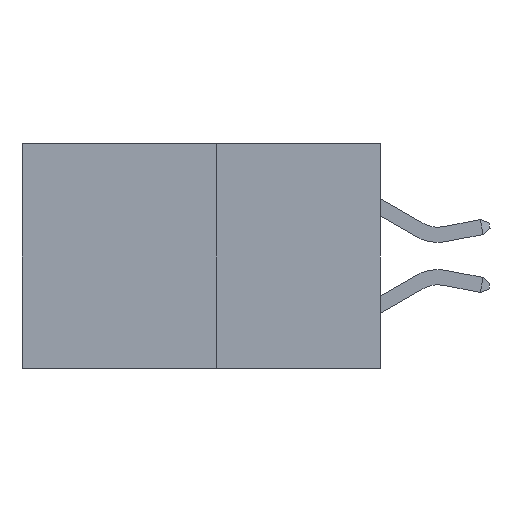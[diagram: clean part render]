
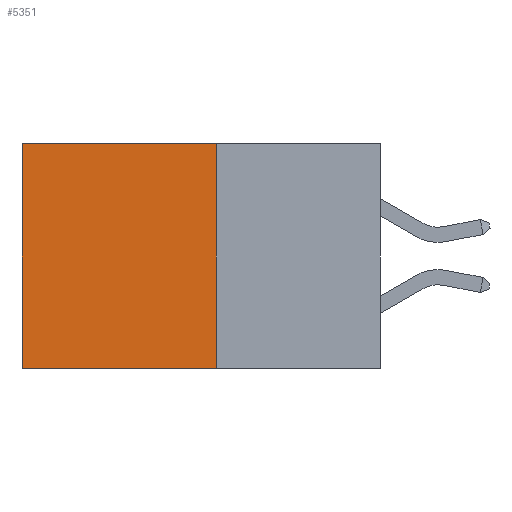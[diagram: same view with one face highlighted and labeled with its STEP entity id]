
A CAD part, left-side view. The second image highlights one B-rep face of the part: STEP entity #5351.
In plain terms, the highlighted planar face has unit normal (-1, 0, 0).
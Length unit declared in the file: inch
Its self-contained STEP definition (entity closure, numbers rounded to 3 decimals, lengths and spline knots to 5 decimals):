
#1940 = VERTEX_POINT ( 'NONE', #5968 ) ;
#2272 = CARTESIAN_POINT ( 'NONE',  ( 0.277, 0.27, -0.37 ) ) ;
#3390 = ORIENTED_EDGE ( 'NONE', *, *, #6169, .T. ) ;
#3940 = ORIENTED_EDGE ( 'NONE', *, *, #6059, .F. ) ;
#4021 = DIRECTION ( 'NONE',  ( 0., 1., 0. ) ) ;
#4312 = CARTESIAN_POINT ( 'NONE',  ( 0.277, 0.59, -0.37 ) ) ;
#4491 = ORIENTED_EDGE ( 'NONE', *, *, #5726, .T. ) ;
#4525 = CARTESIAN_POINT ( 'NONE',  ( 0.277, 0.59, -0.37 ) ) ;
#4574 = VECTOR ( 'NONE', #13979, 39.37008 ) ;
#4671 = VERTEX_POINT ( 'NONE', #13609 ) ;
#5351 = ADVANCED_FACE ( 'NONE', ( #9792 ), #14765, .F. ) ;
#5415 = CARTESIAN_POINT ( 'NONE',  ( 0.277, 0.27, -0.37 ) ) ;
#5726 = EDGE_CURVE ( 'NONE', #10886, #1940, #17123, .T. ) ;
#5968 = CARTESIAN_POINT ( 'NONE',  ( 0.277, 0.59, 0. ) ) ;
#6059 = EDGE_CURVE ( 'NONE', #10886, #4671, #22496, .T. ) ;
#6169 = EDGE_CURVE ( 'NONE', #1940, #21756, #20404, .T. ) ;
#6333 = VECTOR ( 'NONE', #4021, 39.37008 ) ;
#6514 = VECTOR ( 'NONE', #18947, 39.37008 ) ;
#6890 = LINE ( 'NONE', #2272, #6333 ) ;
#9572 = AXIS2_PLACEMENT_3D ( 'NONE', #13951, #14023, #14690 ) ;
#9792 = FACE_OUTER_BOUND ( 'NONE', #13717, .T. ) ;
#9795 = CARTESIAN_POINT ( 'NONE',  ( 0.277, 0.27, 0. ) ) ;
#10173 = DIRECTION ( 'NONE',  ( 0., 1., 0. ) ) ;
#10886 = VERTEX_POINT ( 'NONE', #9795 ) ;
#13609 = CARTESIAN_POINT ( 'NONE',  ( 0.277, 0.27, -0.37 ) ) ;
#13717 = EDGE_LOOP ( 'NONE', ( #3390, #17382, #3940, #4491 ) ) ;
#13951 = CARTESIAN_POINT ( 'NONE',  ( 0.277, 0.27, -0.37 ) ) ;
#13979 = DIRECTION ( 'NONE',  ( 0., 0., -1. ) ) ;
#14023 = DIRECTION ( 'NONE',  ( 1., 0., 0. ) ) ;
#14690 = DIRECTION ( 'NONE',  ( 0., 0., -1. ) ) ;
#14765 = PLANE ( 'NONE',  #9572 ) ;
#14809 = CARTESIAN_POINT ( 'NONE',  ( 0.277, 0.27, 0. ) ) ;
#15478 = VECTOR ( 'NONE', #10173, 39.37008 ) ;
#17123 = LINE ( 'NONE', #14809, #15478 ) ;
#17382 = ORIENTED_EDGE ( 'NONE', *, *, #20874, .F. ) ;
#18947 = DIRECTION ( 'NONE',  ( 0., 0., -1. ) ) ;
#20404 = LINE ( 'NONE', #4312, #6514 ) ;
#20874 = EDGE_CURVE ( 'NONE', #4671, #21756, #6890, .T. ) ;
#21756 = VERTEX_POINT ( 'NONE', #4525 ) ;
#22496 = LINE ( 'NONE', #5415, #4574 ) ;
